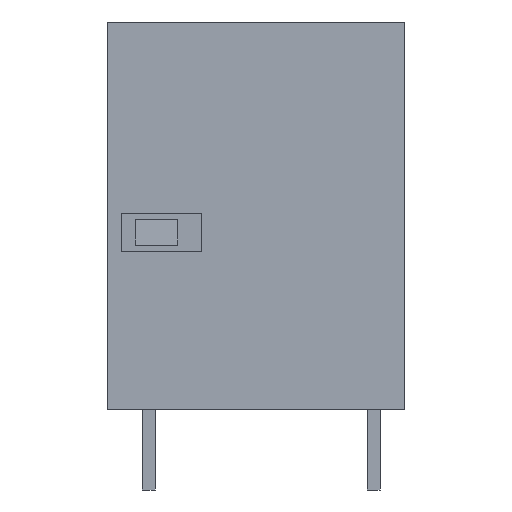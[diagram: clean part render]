
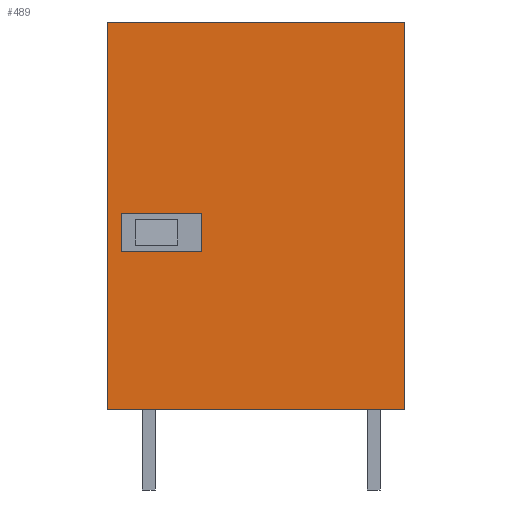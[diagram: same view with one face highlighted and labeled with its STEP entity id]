
A CAD part, left-side view. The second image highlights one B-rep face of the part: STEP entity #489.
In plain terms, the highlighted planar face has unit normal (-1, 0, 0).
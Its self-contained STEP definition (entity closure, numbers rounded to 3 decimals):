
#435=AXIS2_PLACEMENT_3D('Plane Axis2P3D',#432,#433,#434) ;
#49=CARTESIAN_POINT('Vertex',(0.,0.,5.)) ;
#52=CARTESIAN_POINT('Line Origine',(0.,9.25,5.)) ;
#56=CARTESIAN_POINT('Vertex',(0.,18.5,5.)) ;
#280=CARTESIAN_POINT('Vertex',(0.,0.,29.15)) ;
#283=CARTESIAN_POINT('Line Origine',(0.,0.,17.075)) ;
#432=CARTESIAN_POINT('Axis2P3D Location',(0.,18.5,0.)) ;
#437=CARTESIAN_POINT('Line Origine',(0.,9.25,29.15)) ;
#441=CARTESIAN_POINT('Vertex',(0.,18.5,29.15)) ;
#444=CARTESIAN_POINT('Line Origine',(0.,18.5,17.075)) ;
#455=CARTESIAN_POINT('Line Origine',(0.,15.151,17.25)) ;
#459=CARTESIAN_POINT('Vertex',(0.,12.651,17.25)) ;
#461=CARTESIAN_POINT('Vertex',(0.,17.65,17.25)) ;
#464=CARTESIAN_POINT('Line Origine',(0.,12.651,16.05)) ;
#468=CARTESIAN_POINT('Vertex',(0.,12.651,14.85)) ;
#471=CARTESIAN_POINT('Line Origine',(0.,15.151,14.85)) ;
#475=CARTESIAN_POINT('Vertex',(0.,17.65,14.85)) ;
#478=CARTESIAN_POINT('Line Origine',(0.,17.65,16.05)) ;
#53=DIRECTION('Vector Direction',(0.,-1.,0.)) ;
#284=DIRECTION('Vector Direction',(0.,0.,-1.)) ;
#433=DIRECTION('Axis2P3D Direction',(-1.,0.,0.)) ;
#434=DIRECTION('Axis2P3D XDirection',(0.,-1.,0.)) ;
#438=DIRECTION('Vector Direction',(0.,1.,0.)) ;
#445=DIRECTION('Vector Direction',(0.,0.,-1.)) ;
#456=DIRECTION('Vector Direction',(0.,1.,0.)) ;
#465=DIRECTION('Vector Direction',(0.,0.,1.)) ;
#472=DIRECTION('Vector Direction',(0.,-1.,0.)) ;
#479=DIRECTION('Vector Direction',(0.,0.,-1.)) ;
#54=VECTOR('Line Direction',#53,1.) ;
#285=VECTOR('Line Direction',#284,1.) ;
#439=VECTOR('Line Direction',#438,1.) ;
#446=VECTOR('Line Direction',#445,1.) ;
#457=VECTOR('Line Direction',#456,1.) ;
#466=VECTOR('Line Direction',#465,1.) ;
#473=VECTOR('Line Direction',#472,1.) ;
#480=VECTOR('Line Direction',#479,1.) ;
#450=ORIENTED_EDGE('',*,*,#443,.T.) ;
#451=ORIENTED_EDGE('',*,*,#448,.T.) ;
#452=ORIENTED_EDGE('',*,*,#58,.T.) ;
#453=ORIENTED_EDGE('',*,*,#287,.T.) ;
#484=ORIENTED_EDGE('',*,*,#463,.F.) ;
#485=ORIENTED_EDGE('',*,*,#470,.F.) ;
#486=ORIENTED_EDGE('',*,*,#477,.F.) ;
#487=ORIENTED_EDGE('',*,*,#482,.F.) ;
#488=FACE_BOUND('',#483,.T.) ;
#489=ADVANCED_FACE('HOUSING',(#454,#488),#436,.T.) ;
#58=EDGE_CURVE('',#57,#50,#55,.T.) ;
#287=EDGE_CURVE('',#50,#281,#286,.F.) ;
#443=EDGE_CURVE('',#281,#442,#440,.T.) ;
#448=EDGE_CURVE('',#442,#57,#447,.T.) ;
#463=EDGE_CURVE('',#460,#462,#458,.T.) ;
#470=EDGE_CURVE('',#469,#460,#467,.T.) ;
#477=EDGE_CURVE('',#476,#469,#474,.T.) ;
#482=EDGE_CURVE('',#462,#476,#481,.T.) ;
#449=EDGE_LOOP('',(#450,#451,#452,#453)) ;
#483=EDGE_LOOP('',(#484,#485,#486,#487)) ;
#454=FACE_OUTER_BOUND('',#449,.T.) ;
#55=LINE('Line',#52,#54) ;
#286=LINE('Line',#283,#285) ;
#440=LINE('Line',#437,#439) ;
#447=LINE('Line',#444,#446) ;
#458=LINE('Line',#455,#457) ;
#467=LINE('Line',#464,#466) ;
#474=LINE('Line',#471,#473) ;
#481=LINE('Line',#478,#480) ;
#436=PLANE('',#435) ;
#50=VERTEX_POINT('',#49) ;
#57=VERTEX_POINT('',#56) ;
#281=VERTEX_POINT('',#280) ;
#442=VERTEX_POINT('',#441) ;
#460=VERTEX_POINT('',#459) ;
#462=VERTEX_POINT('',#461) ;
#469=VERTEX_POINT('',#468) ;
#476=VERTEX_POINT('',#475) ;
